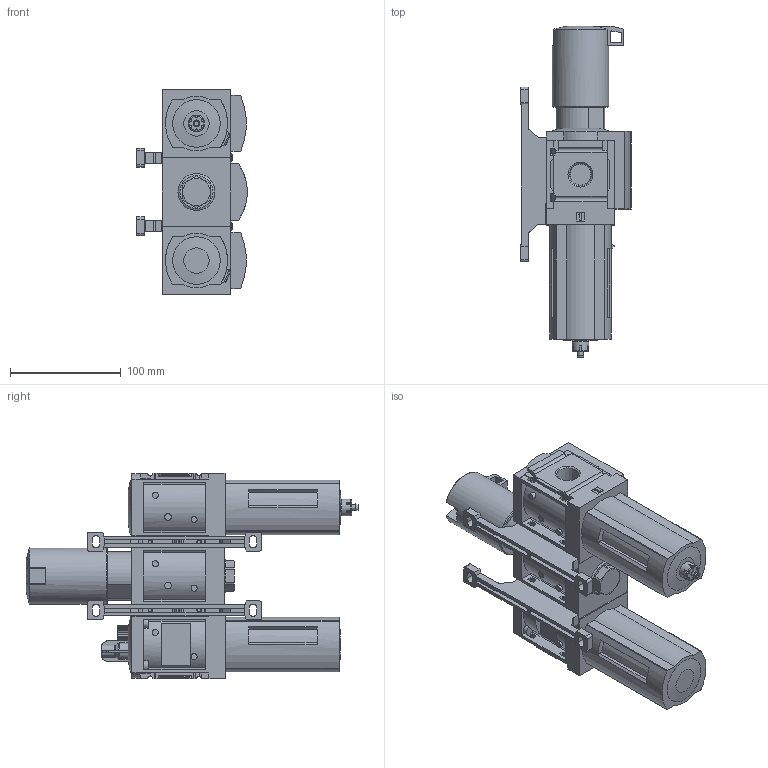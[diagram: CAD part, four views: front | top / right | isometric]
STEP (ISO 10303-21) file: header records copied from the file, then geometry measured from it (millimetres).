
FILE_DESCRIPTION(/* description */ ('STEP AP214'),/* implementation_level */ '2;1');
FILE_NAME(/* name */ '541468_MSB6N-1_2_H2N3M1-WP',/* time_stamp */ '2024-09-11T19:15:48+02:00',/* author */ ('License CC BY-ND 4.0'),/* organization */ ('CADENAS'),/* preprocessor_version */ 'ST-DEVELOPER v19.3',/* originating_system */ 'PARTsolutions',/* authorisation */ ' ');
FILE_SCHEMA (('AUTOMOTIVE_DESIGN {1 0 10303 214 3 1 1}'));
Length unit declared in the file: millimetre
Products named in the file (7): 541468 MSB6N-1/2:H2N3M1-WP; 527669 MS6N-LF-1/2-E--R-M1D; KOND MS6-1-1; 527664 MS6N-LR-1/2-D7-AS1D; 8134994 MS6-MV-B---(0_p); 532195 MS6-WP---(w); 527675 MS6N-LOE-1/2-R1D
Assembly tree (8 placements, depth 2):
  541468 MSB6N-1/2:H2N3M1-WP
    527669 MS6N-LF-1/2-E--R-M1D
    KOND MS6-1-1
    527664 MS6N-LR-1/2-D7-AS1D
    8134994 MS6-MV-B---(0_p)  x2
    532195 MS6-WP---(w)  x2
    527675 MS6N-LOE-1/2-R1D
Bounding box: 100.1 x 300.3 x 186 mm (x, y, z)
Volume: 1698124.6 mm3; surface area: 209722.8 mm2
Topology: 8 solids, 8 shells, 1118 faces, 3084 edges, 2032 vertices
Faces by surface type: plane 749, cylinder 281, cone 53, torus 33, sphere 2
Full cylindrical faces by diameter (mm): 3.242 x4, 3.4 x4, 3.8 x1, 4 x4, 4.6 x4, 5 x1, 5.5 x6, 7.6 x4, 7.8 x4, 10 x1, 15 x1, 51 x1
Entity records: 36062 total; most frequent: CARTESIAN_POINT 5865, ORIENTED_EDGE 5122, DIRECTION 4906, EDGE_CURVE 2561, LINE 1804, VECTOR 1804, VERTEX_POINT 1719, AXIS2_PLACEMENT_3D 1551
